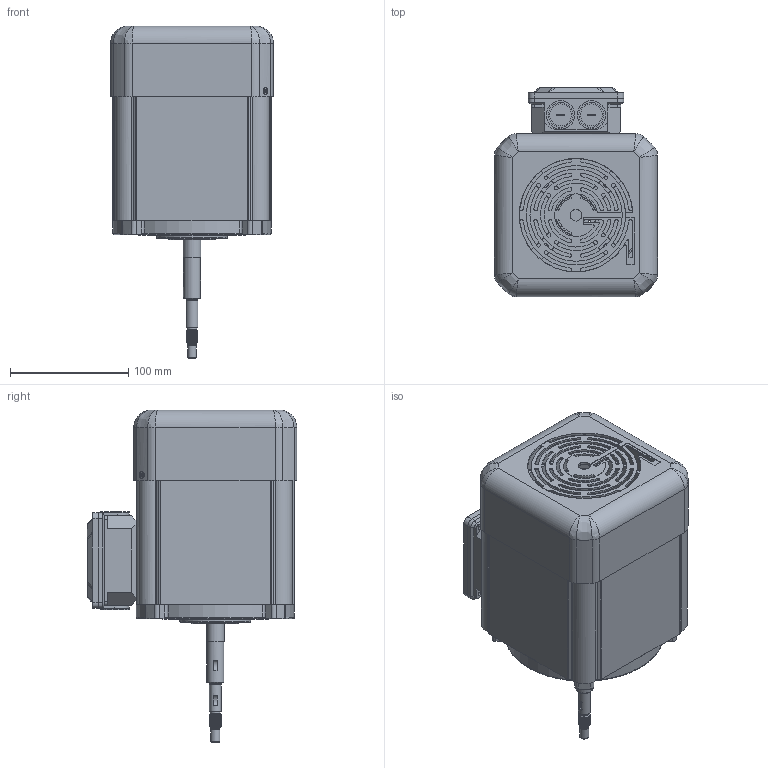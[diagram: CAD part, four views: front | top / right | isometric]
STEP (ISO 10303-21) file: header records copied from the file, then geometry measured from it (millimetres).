
FILE_DESCRIPTION (( 'STEP AP203' ), '1' );
FILE_NAME ('FT75-60-120-V40.STEP', '2020-05-05T05:24:01', ( 'kob' ), ( 'Microsoft' ), 'SwSTEP 2.0', 'SolidWorks 2017', '' );
FILE_SCHEMA (( 'CONFIG_CONTROL_DESIGN' ));
Products named in the file (1): FT75-60-120-V40
Bounding box: 138 x 177.5 x 281 mm (x, y, z)
Volume: 597930.5 mm3; surface area: 400293.7 mm2
Topology: 36 solids, 36 shells, 1269 faces, 3238 edges, 2042 vertices
Faces by surface type: plane 521, cylinder 510, bspline 162, cone 76
Full cylindrical faces by diameter (mm): 2.2 x2, 3 x2, 3.2 x2, 3.3 x4, 4 x2, 4.995 x4, 5 x16, 5.5 x10, 6 x4, 7.3 x1, 7.6 x1, 8.4 x1, 8.5 x4, 9.7 x1, 10 x2, 11 x8, 14.5 x1, 15 x1, 17 x2, 18.5 x3, 20 x3, 24 x3, 24.2 x1, 26.086 x1, 32.9 x1, 34 x1, 39.77 x1, 40 x2, 59.97 x1, 89.97 x1
Entity records: 57993 total; most frequent: CARTESIAN_POINT 28804, ORIENTED_EDGE 6066, DIRECTION 5782, EDGE_CURVE 3033, AXIS2_PLACEMENT_3D 2166, VERTEX_POINT 2000, EDGE_LOOP 1573, LINE 1450
